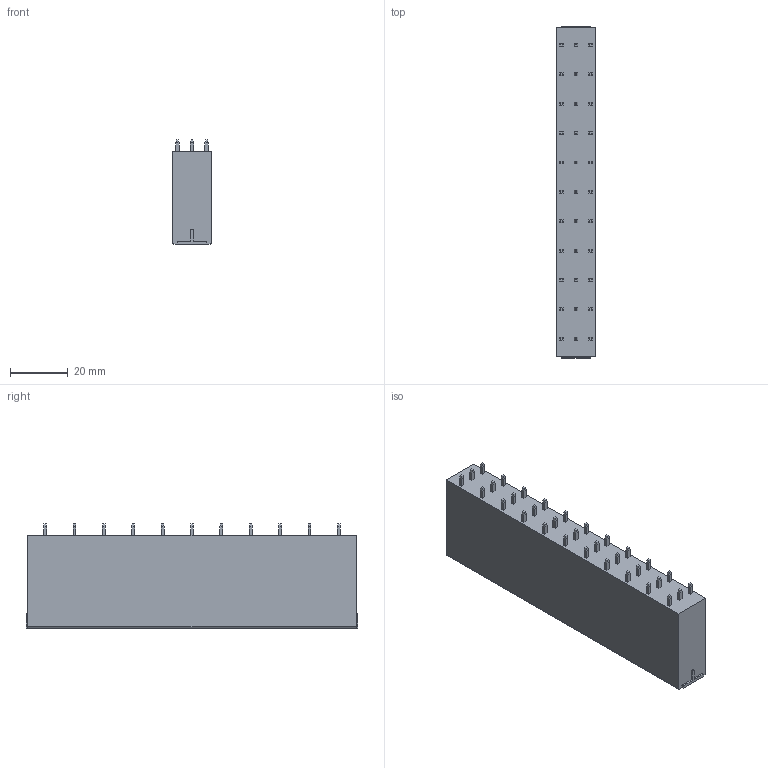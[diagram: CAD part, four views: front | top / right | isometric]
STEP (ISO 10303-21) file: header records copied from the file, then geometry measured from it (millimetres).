
FILE_DESCRIPTION((''),'2;1');
FILE_NAME('TLPHC-800V-XXP-X','2024-09-10T10:43:55',('yanfa'),(''),'CREO PARAMETRIC BY PTC INC, 2018100','CREO PARAMETRIC BY PTC INC, 2018100','');
FILE_SCHEMA(('AUTOMOTIVE_DESIGN { 1 0 10303 214 1 1 1 1 }'));
Length unit declared in the file: millimetre
Products named in the file (1): TLPHC-800V-XXP-X
Bounding box: 13.4 x 114.8 x 36 mm (x, y, z)
Volume: 39141.2 mm3; surface area: 17485.3 mm2
Topology: 1 solids, 1 shells, 593 faces, 1498 edges, 962 vertices
Faces by surface type: plane 462, cylinder 109, bspline 11, cone 11
Entity records: 18027 total; most frequent: CARTESIAN_POINT 3746, ORIENTED_EDGE 2996, DIRECTION 2761, EDGE_CURVE 1498, VECTOR 1192, LINE 1192, VERTEX_POINT 962, AXIS2_PLACEMENT_3D 783
